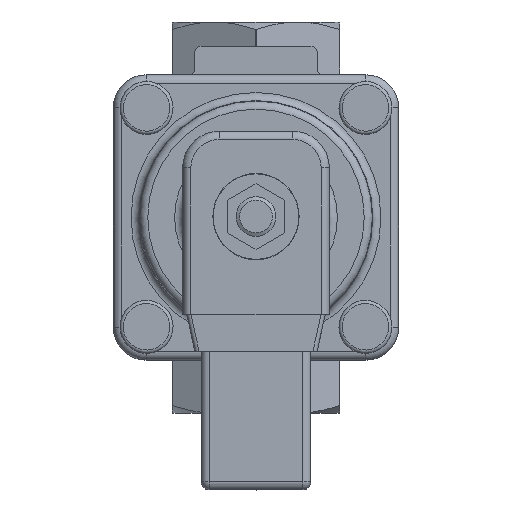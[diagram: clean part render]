
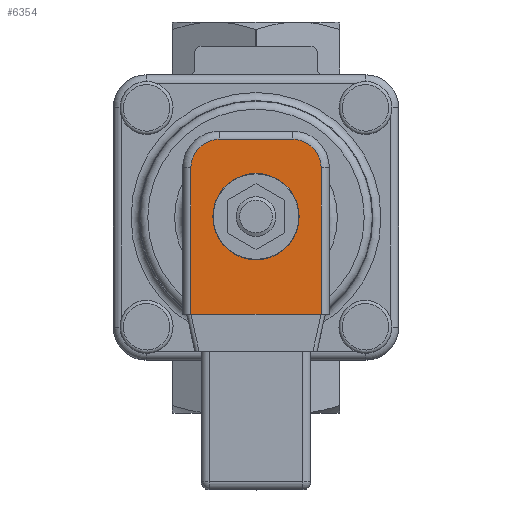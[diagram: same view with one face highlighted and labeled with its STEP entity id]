
A CAD part, top view. The second image highlights one B-rep face of the part: STEP entity #6354.
In plain terms, the highlighted planar face has unit normal (0, 0, 1).
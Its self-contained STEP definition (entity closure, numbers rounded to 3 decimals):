
#401=FACE_BOUND('',#1075,.T.);
#661=FACE_OUTER_BOUND('',#1074,.T.);
#1074=EDGE_LOOP('',(#4480,#4481,#4482,#4483,#4484,#4485));
#1075=EDGE_LOOP('',(#4486));
#1592=LINE('',#9853,#1968);
#1593=LINE('',#9857,#1969);
#1594=LINE('',#9859,#1970);
#1595=LINE('',#9860,#1971);
#1968=VECTOR('',#7795,18.);
#1969=VECTOR('',#7798,36.);
#1970=VECTOR('',#7799,32.);
#1971=VECTOR('',#7800,36.);
#2283=CIRCLE('',#6808,7.);
#2284=CIRCLE('',#6809,7.);
#2285=CIRCLE('',#6810,10.6);
#2682=VERTEX_POINT('',#9849);
#2683=VERTEX_POINT('',#9850);
#2684=VERTEX_POINT('',#9852);
#2685=VERTEX_POINT('',#9854);
#2686=VERTEX_POINT('',#9856);
#2687=VERTEX_POINT('',#9858);
#2688=VERTEX_POINT('',#9861);
#3367=EDGE_CURVE('',#2682,#2683,#2283,.T.);
#3368=EDGE_CURVE('',#2684,#2682,#1592,.T.);
#3369=EDGE_CURVE('',#2685,#2684,#2284,.T.);
#3370=EDGE_CURVE('',#2686,#2685,#1593,.T.);
#3371=EDGE_CURVE('',#2687,#2686,#1594,.T.);
#3372=EDGE_CURVE('',#2683,#2687,#1595,.T.);
#3373=EDGE_CURVE('',#2688,#2688,#2285,.T.);
#4480=ORIENTED_EDGE('',*,*,#3367,.F.);
#4481=ORIENTED_EDGE('',*,*,#3368,.F.);
#4482=ORIENTED_EDGE('',*,*,#3369,.F.);
#4483=ORIENTED_EDGE('',*,*,#3370,.F.);
#4484=ORIENTED_EDGE('',*,*,#3371,.F.);
#4485=ORIENTED_EDGE('',*,*,#3372,.F.);
#4486=ORIENTED_EDGE('',*,*,#3373,.F.);
#6181=PLANE('',#6807);
#6354=ADVANCED_FACE('',(#661,#401),#6181,.T.);
#6807=AXIS2_PLACEMENT_3D('',#9848,#7791,#7792);
#6808=AXIS2_PLACEMENT_3D('',#9851,#7793,#7794);
#6809=AXIS2_PLACEMENT_3D('',#9855,#7796,#7797);
#6810=AXIS2_PLACEMENT_3D('',#9862,#7801,#7802);
#7791=DIRECTION('center_axis',(0.,0.,
1.));
#7792=DIRECTION('ref_axis',(1.,0.,0.));
#7793=DIRECTION('center_axis',(0.,0.,
-1.));
#7794=DIRECTION('ref_axis',(0.707,0.707,0.));
#7795=DIRECTION('',(1.,0.,0.));
#7796=DIRECTION('center_axis',(0.,0.,
-1.));
#7797=DIRECTION('ref_axis',(-0.707,0.707,0.));
#7798=DIRECTION('',(0.,1.,0.));
#7799=DIRECTION('',(-1.,0.,0.));
#7800=DIRECTION('',(0.,-1.,0.));
#7801=DIRECTION('center_axis',(0.,0.,
1.));
#7802=DIRECTION('ref_axis',(-1.,0.,0.));
#9848=CARTESIAN_POINT('Origin',(0.,-1.5,
133.8));
#9849=CARTESIAN_POINT('',(9.,19.,133.8));
#9850=CARTESIAN_POINT('',(16.,12.,133.8));
#9851=CARTESIAN_POINT('Origin',(9.,12.,133.8));
#9852=CARTESIAN_POINT('',(-9.,19.,133.8));
#9853=CARTESIAN_POINT('',(-9.,19.,133.8));
#9854=CARTESIAN_POINT('',(-16.,12.,133.8));
#9855=CARTESIAN_POINT('Origin',(-9.,12.,133.8));
#9856=CARTESIAN_POINT('',(-16.,-24.,133.8));
#9857=CARTESIAN_POINT('',(-16.,-12.75,133.8));
#9858=CARTESIAN_POINT('',(16.,-24.,133.8));
#9859=CARTESIAN_POINT('',(18.,-24.,133.8));
#9860=CARTESIAN_POINT('',(16.,9.75,133.8));
#9861=CARTESIAN_POINT('',(10.6,0.,133.8));
#9862=CARTESIAN_POINT('Origin',(0.,0.,
133.8));
